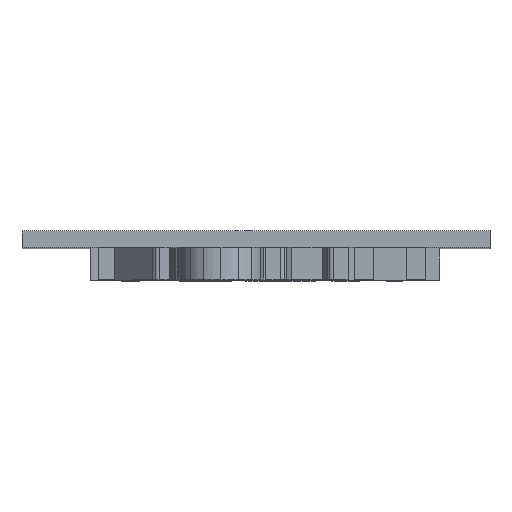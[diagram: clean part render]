
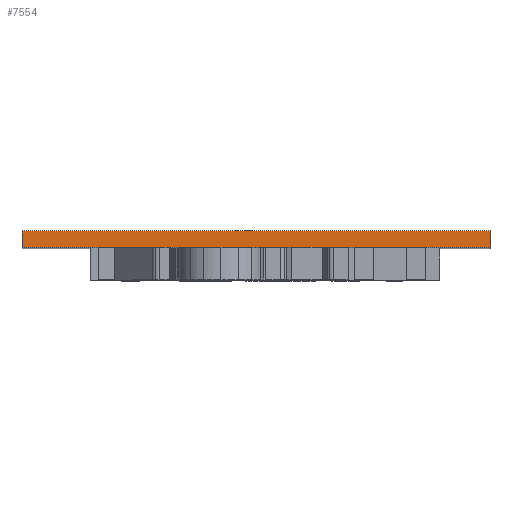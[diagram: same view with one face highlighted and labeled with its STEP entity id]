
A CAD part, top view. The second image highlights one B-rep face of the part: STEP entity #7554.
In plain terms, the highlighted planar face has unit normal (0, 0, 1).
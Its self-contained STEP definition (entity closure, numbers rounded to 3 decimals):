
#674=FACE_OUTER_BOUND('',#1109,.T.);
#1109=EDGE_LOOP('',(#5389,#5390,#5391,#5392));
#1521=LINE('',#9365,#2276);
#1705=LINE('',#11368,#2460);
#1710=LINE('',#11377,#2465);
#1711=LINE('',#11379,#2466);
#2276=VECTOR('',#8188,10.);
#2460=VECTOR('',#8386,10.);
#2465=VECTOR('',#8395,10.);
#2466=VECTOR('',#8398,10.);
#3031=VERTEX_POINT('',#9363);
#3032=VERTEX_POINT('',#9364);
#3421=VERTEX_POINT('',#11366);
#3423=VERTEX_POINT('',#11375);
#3815=EDGE_CURVE('',#3031,#3032,#1521,.T.);
#4205=EDGE_CURVE('',#3421,#3031,#1705,.T.);
#4210=EDGE_CURVE('',#3423,#3032,#1710,.T.);
#4211=EDGE_CURVE('',#3421,#3423,#1711,.T.);
#5389=ORIENTED_EDGE('',*,*,#4211,.T.);
#5390=ORIENTED_EDGE('',*,*,#4210,.T.);
#5391=ORIENTED_EDGE('',*,*,#3815,.F.);
#5392=ORIENTED_EDGE('',*,*,#4205,.F.);
#7344=PLANE('',#7984);
#7554=ADVANCED_FACE('',(#674),#7344,.T.);
#7984=AXIS2_PLACEMENT_3D('',#11378,#8396,#8397);
#8188=DIRECTION('',(-1.,0.,0.));
#8386=DIRECTION('',(0.,-1.,0.));
#8395=DIRECTION('',(0.,-1.,0.));
#8396=DIRECTION('center_axis',(0.,0.,1.));
#8397=DIRECTION('ref_axis',(-1.,0.,0.));
#8398=DIRECTION('',(-1.,0.,0.));
#9363=CARTESIAN_POINT('',(33.541,4.,50.065));
#9364=CARTESIAN_POINT('',(-23.901,4.,50.065));
#9365=CARTESIAN_POINT('',(33.541,4.,50.065));
#11366=CARTESIAN_POINT('',(33.541,6.,50.065));
#11368=CARTESIAN_POINT('',(33.541,6.,50.065));
#11375=CARTESIAN_POINT('',(-23.901,6.,50.065));
#11377=CARTESIAN_POINT('',(-23.901,6.,50.065));
#11378=CARTESIAN_POINT('Origin',(33.541,6.,50.065));
#11379=CARTESIAN_POINT('',(33.541,6.,50.065));
